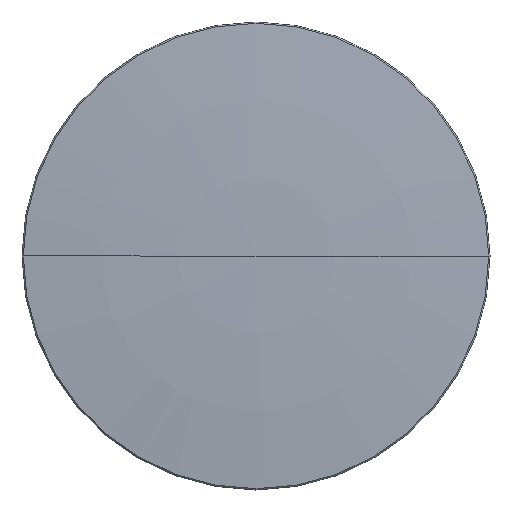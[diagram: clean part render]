
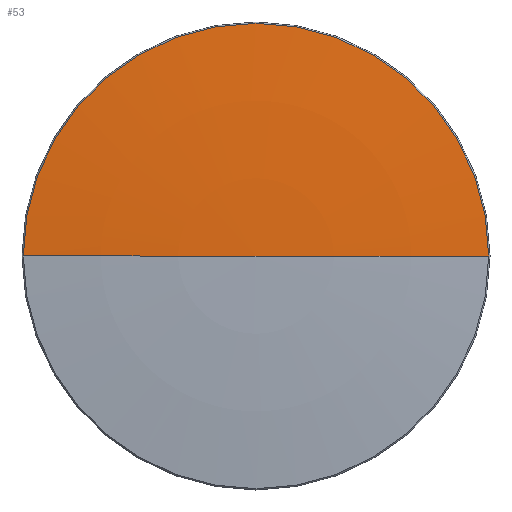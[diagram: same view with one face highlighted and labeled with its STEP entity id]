
A CAD part, left-side view. The second image highlights one B-rep face of the part: STEP entity #53.
In plain terms, the highlighted toroidal (fillet/blend) face has major radius 1.661 mm and minor radius 275.2 mm.
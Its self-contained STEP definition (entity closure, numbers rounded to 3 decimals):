
#48 = EDGE_CURVE ( 'NONE', #76, #50, #366, .T. ) ;
#49 = ORIENTED_EDGE ( 'NONE', *, *, #48, .F. ) ;
#50 = VERTEX_POINT ( 'NONE', #362 ) ;
#51 = EDGE_CURVE ( 'NONE', #77, #50, #342, .T. ) ;
#52 = ORIENTED_EDGE ( 'NONE', *, *, #51, .T. ) ;
#53 = ADVANCED_FACE ( 'NONE', ( #337 ), #355, .T. ) ;
#54 = EDGE_LOOP ( 'NONE', ( #87, #52, #49 ) ) ;
#75 = EDGE_CURVE ( 'NONE', #76, #77, #270, .T. ) ;
#76 = VERTEX_POINT ( 'NONE', #271 ) ;
#77 = VERTEX_POINT ( 'NONE', #380 ) ;
#87 = ORIENTED_EDGE ( 'NONE', *, *, #75, .T. ) ;
#266 = DIRECTION ( 'NONE',  ( 0., -1., 0. ) ) ;
#267 = DIRECTION ( 'NONE',  ( -1., 0., 0. ) ) ;
#268 = CARTESIAN_POINT ( 'NONE',  ( -1.691, 0., 0. ) ) ;
#269 = AXIS2_PLACEMENT_3D ( 'NONE', #268, #267, #266 ) ;
#270 = CIRCLE ( 'NONE', #269, 25.259 ) ;
#271 = CARTESIAN_POINT ( 'NONE',  ( -1.691, -25.259, 0. ) ) ;
#316 = DIRECTION ( 'NONE',  ( 0., -1., 0. ) ) ;
#317 = DIRECTION ( 'NONE',  ( -1., 0., 0. ) ) ;
#318 = CARTESIAN_POINT ( 'NONE',  ( 272.495, 0., 0. ) ) ;
#324 = CARTESIAN_POINT ( 'NONE',  ( 272.495, -1.661, 0. ) ) ;
#337 = FACE_OUTER_BOUND ( 'NONE', #54, .T. ) ;
#338 = DIRECTION ( 'NONE',  ( 0., -1., 0. ) ) ;
#339 = DIRECTION ( 'NONE',  ( 0., 0., 1. ) ) ;
#340 = CARTESIAN_POINT ( 'NONE',  ( 272.495, 1.661, 0. ) ) ;
#341 = AXIS2_PLACEMENT_3D ( 'NONE', #340, #339, #338 ) ;
#342 = CIRCLE ( 'NONE', #341, 275.2 ) ;
#355 = TOROIDAL_SURFACE ( 'NONE', #356, 1.661, 275.2 ) ;
#356 = AXIS2_PLACEMENT_3D ( 'NONE', #318, #317, #316 ) ;
#362 = CARTESIAN_POINT ( 'NONE',  ( -2.7, 0., 0. ) ) ;
#363 = DIRECTION ( 'NONE',  ( -1., 0., 0. ) ) ;
#364 = DIRECTION ( 'NONE',  ( 0., 0., -1. ) ) ;
#365 = AXIS2_PLACEMENT_3D ( 'NONE', #324, #364, #363 ) ;
#366 = CIRCLE ( 'NONE', #365, 275.2 ) ;
#380 = CARTESIAN_POINT ( 'NONE',  ( -1.691, 25.259, 0. ) ) ;
